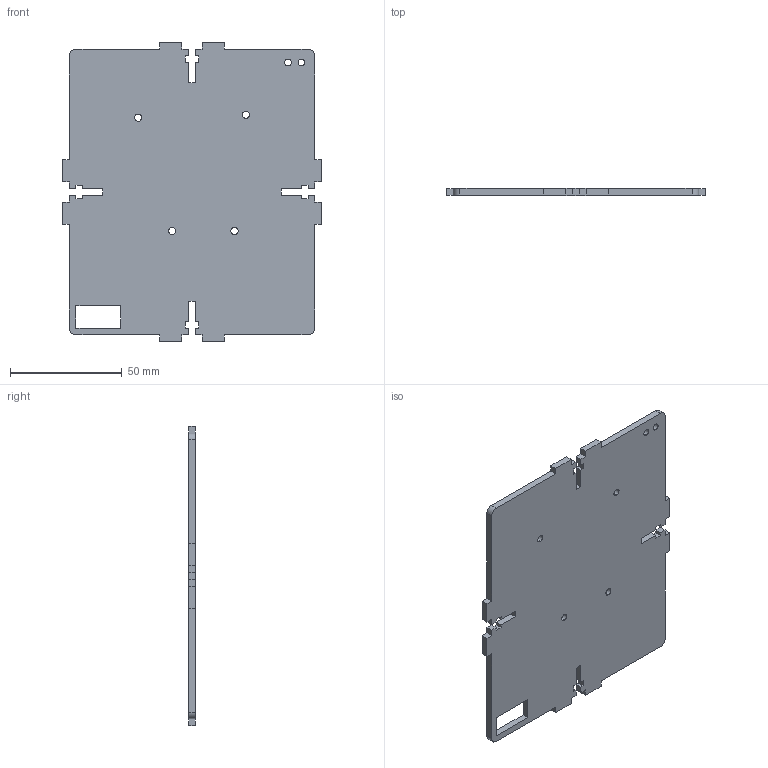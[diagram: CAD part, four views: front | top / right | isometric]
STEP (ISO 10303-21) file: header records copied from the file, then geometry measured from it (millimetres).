
FILE_DESCRIPTION (( 'STEP AP214' ), '1' );
FILE_NAME ('middle.STEP', '2022-11-02T22:35:53', ( '' ), ( '' ), 'SwSTEP 2.0', 'SolidWorks 2021', '' );
FILE_SCHEMA (( 'AUTOMOTIVE_DESIGN' ));
Length unit declared in the file: millimetre
Products named in the file (1): middle
Bounding box: 116 x 3 x 134 mm (x, y, z)
Volume: 41549.9 mm3; surface area: 30045.7 mm2
Topology: 1 solids, 1 shells, 106 faces, 312 edges, 208 vertices
Faces by surface type: plane 90, cylinder 16
Entity records: 3550 total; most frequent: CARTESIAN_POINT 627, ORIENTED_EDGE 624, DIRECTION 558, EDGE_CURVE 312, VECTOR 280, LINE 280, VERTEX_POINT 208, AXIS2_PLACEMENT_3D 139
